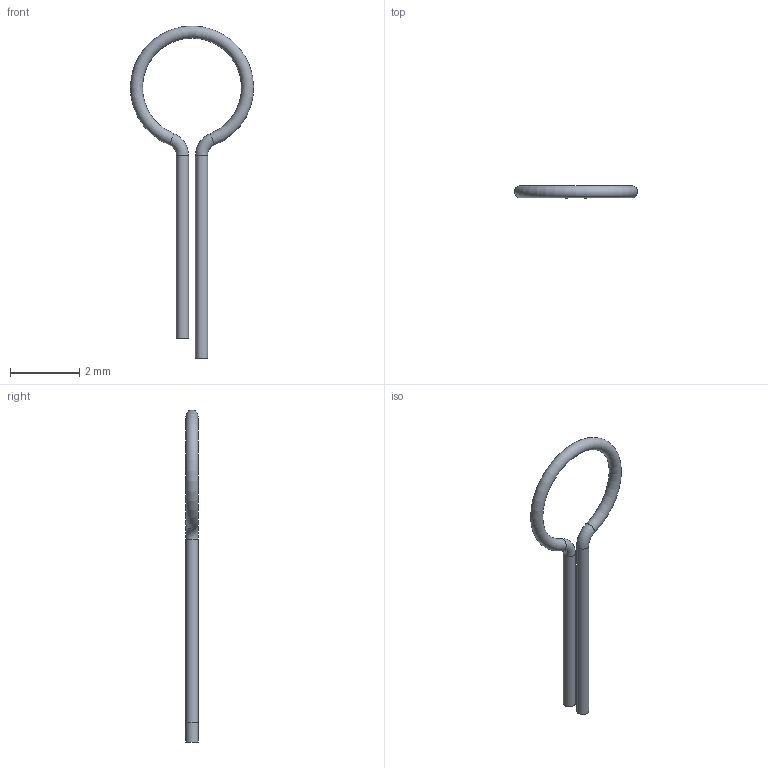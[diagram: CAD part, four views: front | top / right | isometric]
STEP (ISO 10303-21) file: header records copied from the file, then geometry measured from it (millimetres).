
FILE_DESCRIPTION(('FreeCAD Model'),'2;1');
FILE_NAME('test_point_boucle.step','2020-01-18T13:26:15',( 'Author'),(''),'Open CASCADE STEP processor 7.3','FreeCAD','Unknown' );
FILE_SCHEMA(('AUTOMOTIVE_DESIGN { 1 0 10303 214 1 1 1 1 }'));
Length unit declared in the file: millimetre
Products named in the file (1): pin
Bounding box: 3.55 x 0.35 x 9.56 mm (x, y, z)
Volume: 2 mm3; surface area: 23.5 mm2
Topology: 1 solids, 1 shells, 7 faces, 11 edges, 6 vertices
Faces by surface type: torus 3, plane 2, cylinder 2
Full cylindrical faces by diameter (mm): 0.35 x2
Entity records: 183 total; most frequent: DIRECTION 36, CARTESIAN_POINT 25, ORIENTED_EDGE 22, AXIS2_PLACEMENT_3D 17, EDGE_CURVE 11, CIRCLE 9, ADVANCED_FACE 7, FACE_BOUND 7
